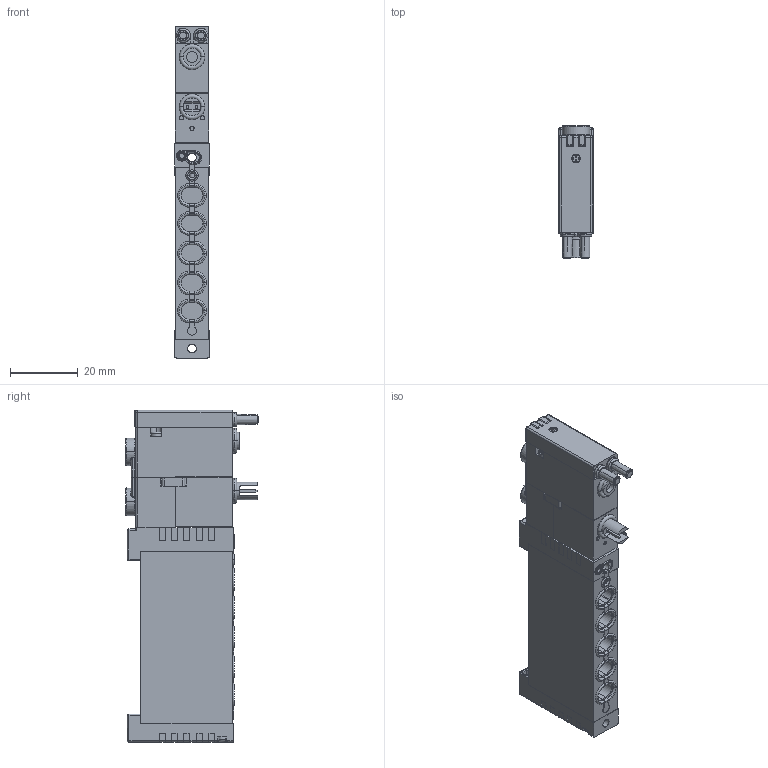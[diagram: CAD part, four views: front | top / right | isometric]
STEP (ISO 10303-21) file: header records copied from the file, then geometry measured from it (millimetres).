
FILE_DESCRIPTION(/* description */ (''),/* implementation_level */ '2;1');
FILE_NAME(/* name */ 'FDF-10单电控外形深蓝.stp',/* time_stamp */ '2025-12-09T10:41:41+08:00',/* author */ (''),/* organization */ (''),/* preprocessor_version */ 'ST-DEVELOPER v16',/* originating_system */ 'SIEMENS PLM Software NX 10.0',/* authorisation */ '');
FILE_SCHEMA (('AP203_CONFIGURATION_CONTROLLED_3D_DESIGN_OF_MECHANICAL_PARTS_AND_ASSEMBLIES_MIM_LF { 1 0 10303 403 2 1 2}'));
Length unit declared in the file: millimetre
Products named in the file (1): Admi1A6CFA90z7y0
Bounding box: 10.2 x 39.1 x 97.7 mm (x, y, z)
Volume: 26589.3 mm3; surface area: 16141.3 mm2
Topology: 22 solids, 29 shells, 1579 faces, 3917 edges, 2365 vertices
Faces by surface type: cylinder 687, plane 530, torus 230, cone 55, sphere 53, bspline 24
Entity records: 52815 total; most frequent: CARTESIAN_POINT 9657, DIRECTION 8583, ORIENTED_EDGE 7650, EDGE_CURVE 3825, AXIS2_PLACEMENT_3D 3326, VERTEX_POINT 2353, LINE 1931, VECTOR 1931
